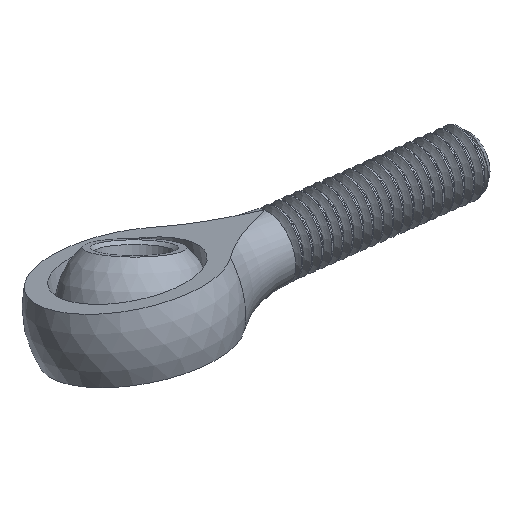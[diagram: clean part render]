
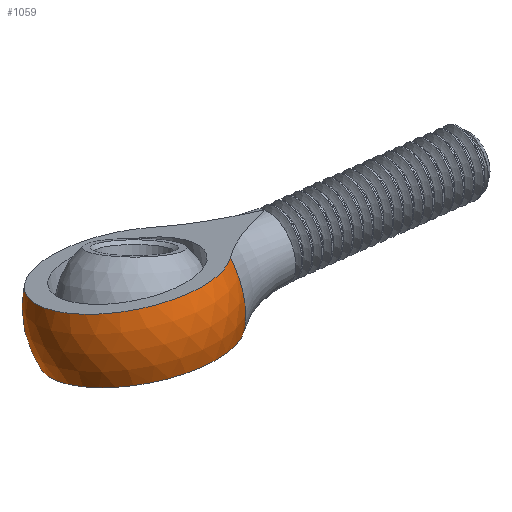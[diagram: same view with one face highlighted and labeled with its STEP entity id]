
A CAD part, left-side view. The second image highlights one B-rep face of the part: STEP entity #1059.
In plain terms, the highlighted spherical face has radius 11.125 mm.
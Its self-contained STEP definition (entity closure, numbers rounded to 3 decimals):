
#44=SPHERICAL_SURFACE('',#1197,11.125);
#135=FACE_OUTER_BOUND('',#193,.T.);
#193=EDGE_LOOP('',(#810,#811,#812,#813));
#223=CIRCLE('',#1198,7.801);
#224=CIRCLE('',#1199,10.381);
#225=CIRCLE('',#1200,7.801);
#226=CIRCLE('',#1201,10.381);
#464=VERTEX_POINT('',#12983);
#465=VERTEX_POINT('',#12984);
#466=VERTEX_POINT('',#12986);
#467=VERTEX_POINT('',#12988);
#610=EDGE_CURVE('',#464,#465,#223,.T.);
#611=EDGE_CURVE('',#465,#466,#224,.T.);
#612=EDGE_CURVE('',#466,#467,#225,.T.);
#613=EDGE_CURVE('',#467,#464,#226,.T.);
#810=ORIENTED_EDGE('',*,*,#610,.T.);
#811=ORIENTED_EDGE('',*,*,#611,.T.);
#812=ORIENTED_EDGE('',*,*,#612,.T.);
#813=ORIENTED_EDGE('',*,*,#613,.T.);
#1059=ADVANCED_FACE('',(#135),#44,.T.);
#1197=AXIS2_PLACEMENT_3D('',#12982,#1377,#1378);
#1198=AXIS2_PLACEMENT_3D('',#12985,#1379,#1380);
#1199=AXIS2_PLACEMENT_3D('',#12987,#1381,#1382);
#1200=AXIS2_PLACEMENT_3D('',#12989,#1383,#1384);
#1201=AXIS2_PLACEMENT_3D('',#12990,#1385,#1386);
#1377=DIRECTION('center_axis',(0.,0.,-1.));
#1378=DIRECTION('ref_axis',(0.,1.,0.));
#1379=DIRECTION('center_axis',(0.,1.,0.));
#1380=DIRECTION('ref_axis',(1.,0.,0.));
#1381=DIRECTION('center_axis',(0.,0.,-1.));
#1382=DIRECTION('ref_axis',(0.,-1.,0.));
#1383=DIRECTION('center_axis',(0.,1.,0.));
#1384=DIRECTION('ref_axis',(1.,0.,0.));
#1385=DIRECTION('center_axis',(0.,0.,1.));
#1386=DIRECTION('ref_axis',(0.,1.,0.));
#12982=CARTESIAN_POINT('Origin',(0.,17.,0.));
#12983=CARTESIAN_POINT('',(-6.697,9.068,-4.));
#12984=CARTESIAN_POINT('',(-6.697,9.068,4.));
#12985=CARTESIAN_POINT('Origin',(0.,9.068,
0.));
#12986=CARTESIAN_POINT('',(6.697,9.068,4.));
#12987=CARTESIAN_POINT('Origin',(0.,17.,4.));
#12988=CARTESIAN_POINT('',(6.697,9.068,-4.));
#12989=CARTESIAN_POINT('Origin',(0.,9.068,
0.));
#12990=CARTESIAN_POINT('Origin',(0.,17.,-4.));
